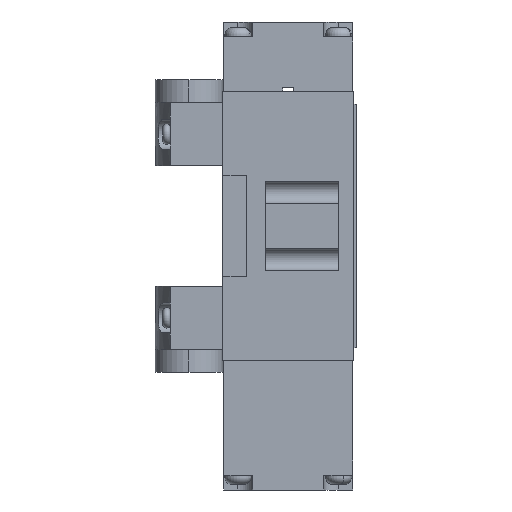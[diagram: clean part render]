
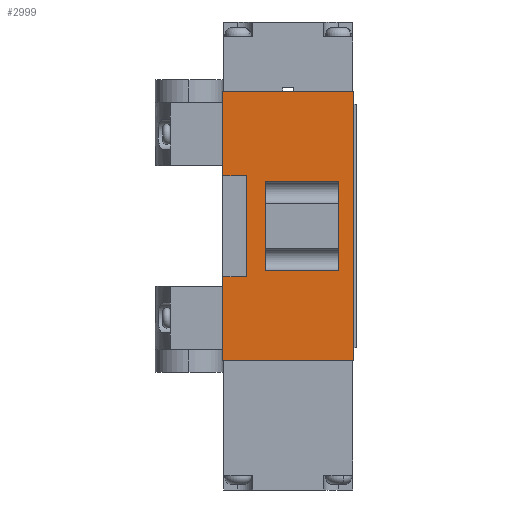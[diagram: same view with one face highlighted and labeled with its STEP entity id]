
A CAD part, left-side view. The second image highlights one B-rep face of the part: STEP entity #2999.
In plain terms, the highlighted planar face has unit normal (-1, 0, 0).
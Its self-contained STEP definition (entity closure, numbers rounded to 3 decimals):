
#1538 = PLANE ( 'NONE',  #10518 ) ;
#1539 = CARTESIAN_POINT ( 'NONE',  ( -20., 17.15, -72. ) ) ;
#1540 = DIRECTION ( 'NONE',  ( -1., 0., 0. ) ) ;
#1541 = DIRECTION ( 'NONE',  ( 0., 0., 1. ) ) ;
#2999 = ADVANCED_FACE ( 'NONE', ( #21775, #21776 ), #1538, .T. ) ;
#8330 = VERTEX_POINT ( 'NONE', #22960 ) ;
#8332 = VERTEX_POINT ( 'NONE', #22961 ) ;
#8335 = VERTEX_POINT ( 'NONE', #22962 ) ;
#8337 = VERTEX_POINT ( 'NONE', #22963 ) ;
#8339 = VERTEX_POINT ( 'NONE', #22964 ) ;
#8341 = VERTEX_POINT ( 'NONE', #22965 ) ;
#8344 = VERTEX_POINT ( 'NONE', #22966 ) ;
#8346 = VERTEX_POINT ( 'NONE', #22967 ) ;
#8348 = VERTEX_POINT ( 'NONE', #22968 ) ;
#8350 = VERTEX_POINT ( 'NONE', #22969 ) ;
#8353 = VERTEX_POINT ( 'NONE', #22970 ) ;
#8355 = VERTEX_POINT ( 'NONE', #22971 ) ;
#8361 = ORIENTED_EDGE ( 'NONE', *, *, #10301, .F. ) ;
#8363 = ORIENTED_EDGE ( 'NONE', *, *, #10302, .F. ) ;
#8365 = ORIENTED_EDGE ( 'NONE', *, *, #10303, .T. ) ;
#8368 = ORIENTED_EDGE ( 'NONE', *, *, #10304, .F. ) ;
#8370 = ORIENTED_EDGE ( 'NONE', *, *, #10305, .T. ) ;
#8373 = ORIENTED_EDGE ( 'NONE', *, *, #10306, .F. ) ;
#8375 = ORIENTED_EDGE ( 'NONE', *, *, #10307, .F. ) ;
#8377 = ORIENTED_EDGE ( 'NONE', *, *, #10308, .F. ) ;
#8380 = ORIENTED_EDGE ( 'NONE', *, *, #10309, .F. ) ;
#8382 = ORIENTED_EDGE ( 'NONE', *, *, #10310, .F. ) ;
#8385 = ORIENTED_EDGE ( 'NONE', *, *, #10311, .T. ) ;
#8387 = ORIENTED_EDGE ( 'NONE', *, *, #10312, .T. ) ;
#10301 = EDGE_CURVE ( 'NONE', #8355, #8353, #16330, .T. ) ;
#10302 = EDGE_CURVE ( 'NONE', #8350, #8355, #16333, .T. ) ;
#10303 = EDGE_CURVE ( 'NONE', #8350, #8348, #16335, .T. ) ;
#10304 = EDGE_CURVE ( 'NONE', #8346, #8348, #16337, .T. ) ;
#10305 = EDGE_CURVE ( 'NONE', #8346, #8344, #16339, .T. ) ;
#10306 = EDGE_CURVE ( 'NONE', #8341, #8344, #16341, .T. ) ;
#10307 = EDGE_CURVE ( 'NONE', #8339, #8341, #16343, .T. ) ;
#10308 = EDGE_CURVE ( 'NONE', #8353, #8339, #16345, .T. ) ;
#10309 = EDGE_CURVE ( 'NONE', #8337, #8335, #16347, .T. ) ;
#10310 = EDGE_CURVE ( 'NONE', #8332, #8337, #16349, .T. ) ;
#10311 = EDGE_CURVE ( 'NONE', #8332, #8330, #16351, .T. ) ;
#10312 = EDGE_CURVE ( 'NONE', #8330, #8335, #16353, .T. ) ;
#10518 = AXIS2_PLACEMENT_3D ( 'NONE', #1539, #1540, #1541 ) ;
#12024 = EDGE_LOOP ( 'NONE', ( #8380, #8382, #8385, #8387 ) ) ;
#12026 = EDGE_LOOP ( 'NONE', ( #8361, #8363, #8365, #8368, #8370, #8373, #8375, #8377 ) ) ;
#13621 = CARTESIAN_POINT ( 'NONE',  ( -20., 10.75, -22.5 ) ) ;
#13622 = DIRECTION ( 'NONE',  ( 0., 1., 0. ) ) ;
#13623 = CARTESIAN_POINT ( 'NONE',  ( -20., 10.75, -49.5 ) ) ;
#13624 = DIRECTION ( 'NONE',  ( 0., 0., 1. ) ) ;
#13625 = CARTESIAN_POINT ( 'NONE',  ( -20., 10.75, -49.5 ) ) ;
#13626 = DIRECTION ( 'NONE',  ( 0., 1., 0. ) ) ;
#13627 = CARTESIAN_POINT ( 'NONE',  ( -20., 17.15, -72. ) ) ;
#13628 = DIRECTION ( 'NONE',  ( 0., 0., 1. ) ) ;
#13629 = CARTESIAN_POINT ( 'NONE',  ( -20., 17.15, -72. ) ) ;
#13630 = DIRECTION ( 'NONE',  ( 0., -1., 0. ) ) ;
#13631 = CARTESIAN_POINT ( 'NONE',  ( -20., -17.85, -72. ) ) ;
#13632 = DIRECTION ( 'NONE',  ( 0., 0., -1. ) ) ;
#13633 = CARTESIAN_POINT ( 'NONE',  ( -20., 17.15, 0. ) ) ;
#13634 = DIRECTION ( 'NONE',  ( 0., -1., 0. ) ) ;
#13635 = CARTESIAN_POINT ( 'NONE',  ( -20., 17.15, -72. ) ) ;
#13636 = DIRECTION ( 'NONE',  ( 0., 0., 1. ) ) ;
#13637 = CARTESIAN_POINT ( 'NONE',  ( -20., -13.85, -24.05 ) ) ;
#13638 = DIRECTION ( 'NONE',  ( 0., 1., 0. ) ) ;
#13639 = CARTESIAN_POINT ( 'NONE',  ( -20., -13.85, -47.95 ) ) ;
#13640 = DIRECTION ( 'NONE',  ( 0., 0., 1. ) ) ;
#13641 = CARTESIAN_POINT ( 'NONE',  ( -20., -13.85, -47.95 ) ) ;
#13642 = DIRECTION ( 'NONE',  ( 0., 1., 0. ) ) ;
#13643 = CARTESIAN_POINT ( 'NONE',  ( -20., 5.75, -47.95 ) ) ;
#13644 = DIRECTION ( 'NONE',  ( 0., 0., 1. ) ) ;
#16330 = LINE ( 'NONE', #13621, #16332 ) ;
#16332 = VECTOR ( 'NONE', #13622, 1000. ) ;
#16333 = LINE ( 'NONE', #13623, #16334 ) ;
#16334 = VECTOR ( 'NONE', #13624, 1000. ) ;
#16335 = LINE ( 'NONE', #13625, #16336 ) ;
#16336 = VECTOR ( 'NONE', #13626, 1000. ) ;
#16337 = LINE ( 'NONE', #13627, #16338 ) ;
#16338 = VECTOR ( 'NONE', #13628, 1000. ) ;
#16339 = LINE ( 'NONE', #13629, #16340 ) ;
#16340 = VECTOR ( 'NONE', #13630, 1000. ) ;
#16341 = LINE ( 'NONE', #13631, #16342 ) ;
#16342 = VECTOR ( 'NONE', #13632, 1000. ) ;
#16343 = LINE ( 'NONE', #13633, #16344 ) ;
#16344 = VECTOR ( 'NONE', #13634, 1000. ) ;
#16345 = LINE ( 'NONE', #13635, #16346 ) ;
#16346 = VECTOR ( 'NONE', #13636, 1000. ) ;
#16347 = LINE ( 'NONE', #13637, #16348 ) ;
#16348 = VECTOR ( 'NONE', #13638, 1000. ) ;
#16349 = LINE ( 'NONE', #13639, #16350 ) ;
#16350 = VECTOR ( 'NONE', #13640, 1000. ) ;
#16351 = LINE ( 'NONE', #13641, #16352 ) ;
#16352 = VECTOR ( 'NONE', #13642, 1000. ) ;
#16353 = LINE ( 'NONE', #13643, #16354 ) ;
#16354 = VECTOR ( 'NONE', #13644, 1000. ) ;
#21775 = FACE_OUTER_BOUND ( 'NONE', #12026, .T. ) ;
#21776 = FACE_BOUND ( 'NONE', #12024, .T. ) ;
#22960 = CARTESIAN_POINT ( 'NONE',  ( -20., 5.75, -47.95 ) ) ;
#22961 = CARTESIAN_POINT ( 'NONE',  ( -20., -13.85, -47.95 ) ) ;
#22962 = CARTESIAN_POINT ( 'NONE',  ( -20., 5.75, -24.05 ) ) ;
#22963 = CARTESIAN_POINT ( 'NONE',  ( -20., -13.85, -24.05 ) ) ;
#22964 = CARTESIAN_POINT ( 'NONE',  ( -20., 17.15, 0. ) ) ;
#22965 = CARTESIAN_POINT ( 'NONE',  ( -20., -17.85, 0. ) ) ;
#22966 = CARTESIAN_POINT ( 'NONE',  ( -20., -17.85, -72. ) ) ;
#22967 = CARTESIAN_POINT ( 'NONE',  ( -20., 17.15, -72. ) ) ;
#22968 = CARTESIAN_POINT ( 'NONE',  ( -20., 17.15, -49.5 ) ) ;
#22969 = CARTESIAN_POINT ( 'NONE',  ( -20., 10.75, -49.5 ) ) ;
#22970 = CARTESIAN_POINT ( 'NONE',  ( -20., 17.15, -22.5 ) ) ;
#22971 = CARTESIAN_POINT ( 'NONE',  ( -20., 10.75, -22.5 ) ) ;
